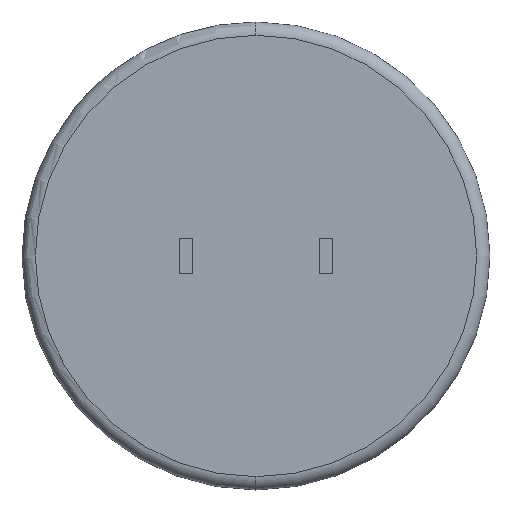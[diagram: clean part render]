
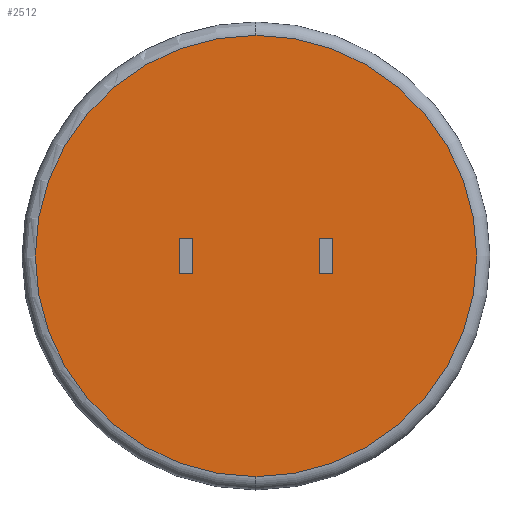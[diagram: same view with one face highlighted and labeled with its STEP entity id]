
A CAD part, front view. The second image highlights one B-rep face of the part: STEP entity #2512.
In plain terms, the highlighted planar face has unit normal (0, -1, 0).
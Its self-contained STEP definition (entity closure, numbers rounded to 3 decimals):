
#73 = CARTESIAN_POINT ( 'NONE',  ( -2.29, 0., 0.65 ) ) ;
#118 = DIRECTION ( 'NONE',  ( 0., -1., 0. ) ) ;
#162 = VECTOR ( 'NONE', #1360, 1000. ) ;
#181 = VERTEX_POINT ( 'NONE', #73 ) ;
#193 = DIRECTION ( 'NONE',  ( 0., 0., -1. ) ) ;
#203 = EDGE_CURVE ( 'NONE', #918, #1724, #2557, .T. ) ;
#208 = LINE ( 'NONE', #317, #1510 ) ;
#216 = ORIENTED_EDGE ( 'NONE', *, *, #1732, .F. ) ;
#229 = CARTESIAN_POINT ( 'NONE',  ( 2.29, 0., -0.65 ) ) ;
#237 = EDGE_CURVE ( 'NONE', #1677, #1699, #1468, .T. ) ;
#288 = PLANE ( 'NONE',  #1837 ) ;
#316 = ORIENTED_EDGE ( 'NONE', *, *, #203, .F. ) ;
#317 = CARTESIAN_POINT ( 'NONE',  ( -2.79, 0., 0.65 ) ) ;
#341 = FACE_BOUND ( 'NONE', #2668, .T. ) ;
#364 = ORIENTED_EDGE ( 'NONE', *, *, #709, .F. ) ;
#378 = VECTOR ( 'NONE', #2513, 1000. ) ;
#514 = CARTESIAN_POINT ( 'NONE',  ( 2.29, 0., -0.65 ) ) ;
#535 = CARTESIAN_POINT ( 'NONE',  ( 0., 0., 0. ) ) ;
#571 = CARTESIAN_POINT ( 'NONE',  ( -2.79, 0., -0.65 ) ) ;
#575 = LINE ( 'NONE', #1652, #2326 ) ;
#595 = CARTESIAN_POINT ( 'NONE',  ( 0., 0., 8.016 ) ) ;
#657 = VERTEX_POINT ( 'NONE', #1430 ) ;
#681 = VERTEX_POINT ( 'NONE', #2664 ) ;
#709 = EDGE_CURVE ( 'NONE', #886, #918, #1898, .T. ) ;
#726 = EDGE_LOOP ( 'NONE', ( #1493, #2353 ) ) ;
#765 = CARTESIAN_POINT ( 'NONE',  ( 2.29, 0., 0.65 ) ) ;
#774 = ORIENTED_EDGE ( 'NONE', *, *, #1592, .T. ) ;
#814 = ORIENTED_EDGE ( 'NONE', *, *, #1786, .F. ) ;
#839 = CARTESIAN_POINT ( 'NONE',  ( -2.79, 0., -0.65 ) ) ;
#886 = VERTEX_POINT ( 'NONE', #229 ) ;
#888 = CARTESIAN_POINT ( 'NONE',  ( -2.29, 0., -0.65 ) ) ;
#896 = CARTESIAN_POINT ( 'NONE',  ( 2.79, 0., -0.65 ) ) ;
#918 = VERTEX_POINT ( 'NONE', #896 ) ;
#930 = DIRECTION ( 'NONE',  ( 1., 0., 0. ) ) ;
#988 = ORIENTED_EDGE ( 'NONE', *, *, #237, .F. ) ;
#1092 = CARTESIAN_POINT ( 'NONE',  ( 2.29, 0., 0.65 ) ) ;
#1174 = DIRECTION ( 'NONE',  ( 0., 0., 1. ) ) ;
#1280 = EDGE_CURVE ( 'NONE', #681, #2381, #2567, .T. ) ;
#1360 = DIRECTION ( 'NONE',  ( 0., 0., -1. ) ) ;
#1373 = LINE ( 'NONE', #1092, #1607 ) ;
#1407 = LINE ( 'NONE', #514, #162 ) ;
#1413 = EDGE_CURVE ( 'NONE', #657, #181, #208, .T. ) ;
#1415 = DIRECTION ( 'NONE',  ( 1., 0., 0. ) ) ;
#1430 = CARTESIAN_POINT ( 'NONE',  ( -2.79, 0., 0.65 ) ) ;
#1464 = FACE_OUTER_BOUND ( 'NONE', #726, .T. ) ;
#1468 = LINE ( 'NONE', #571, #2131 ) ;
#1493 = ORIENTED_EDGE ( 'NONE', *, *, #1969, .T. ) ;
#1510 = VECTOR ( 'NONE', #930, 1000. ) ;
#1592 = EDGE_CURVE ( 'NONE', #1677, #657, #1709, .T. ) ;
#1607 = VECTOR ( 'NONE', #1944, 1000. ) ;
#1609 = AXIS2_PLACEMENT_3D ( 'NONE', #1940, #1702, #2558 ) ;
#1652 = CARTESIAN_POINT ( 'NONE',  ( -2.29, 0., 0.65 ) ) ;
#1677 = VERTEX_POINT ( 'NONE', #839 ) ;
#1699 = VERTEX_POINT ( 'NONE', #888 ) ;
#1702 = DIRECTION ( 'NONE',  ( 0., -1., 0. ) ) ;
#1709 = LINE ( 'NONE', #2505, #378 ) ;
#1724 = VERTEX_POINT ( 'NONE', #2132 ) ;
#1732 = EDGE_CURVE ( 'NONE', #1724, #2280, #1373, .T. ) ;
#1780 = DIRECTION ( 'NONE',  ( 0., 1., 0. ) ) ;
#1786 = EDGE_CURVE ( 'NONE', #2280, #886, #1407, .T. ) ;
#1808 = DIRECTION ( 'NONE',  ( 0., 0., 1. ) ) ;
#1813 = CARTESIAN_POINT ( 'NONE',  ( 0., 0., 0. ) ) ;
#1827 = CARTESIAN_POINT ( 'NONE',  ( 2.29, 0., -0.65 ) ) ;
#1837 = AXIS2_PLACEMENT_3D ( 'NONE', #535, #1780, #2234 ) ;
#1898 = LINE ( 'NONE', #1827, #2135 ) ;
#1940 = CARTESIAN_POINT ( 'NONE',  ( 0., 0., 0. ) ) ;
#1944 = DIRECTION ( 'NONE',  ( -1., 0., 0. ) ) ;
#1969 = EDGE_CURVE ( 'NONE', #2381, #681, #2562, .T. ) ;
#2042 = CARTESIAN_POINT ( 'NONE',  ( 2.79, 0., 0. ) ) ;
#2087 = ORIENTED_EDGE ( 'NONE', *, *, #2607, .T. ) ;
#2131 = VECTOR ( 'NONE', #2427, 1000. ) ;
#2132 = CARTESIAN_POINT ( 'NONE',  ( 2.79, 0., 0.65 ) ) ;
#2135 = VECTOR ( 'NONE', #1415, 1000. ) ;
#2234 = DIRECTION ( 'NONE',  ( 0., 0., 1. ) ) ;
#2258 = AXIS2_PLACEMENT_3D ( 'NONE', #1813, #118, #1808 ) ;
#2280 = VERTEX_POINT ( 'NONE', #765 ) ;
#2326 = VECTOR ( 'NONE', #193, 1000. ) ;
#2353 = ORIENTED_EDGE ( 'NONE', *, *, #1280, .T. ) ;
#2381 = VERTEX_POINT ( 'NONE', #595 ) ;
#2427 = DIRECTION ( 'NONE',  ( 1., 0., 0. ) ) ;
#2453 = VECTOR ( 'NONE', #1174, 1000. ) ;
#2480 = ORIENTED_EDGE ( 'NONE', *, *, #1413, .T. ) ;
#2505 = CARTESIAN_POINT ( 'NONE',  ( -2.79, 0., 0. ) ) ;
#2512 = ADVANCED_FACE ( 'NONE', ( #1464, #341, #2518 ), #288, .F. ) ;
#2513 = DIRECTION ( 'NONE',  ( 0., 0., 1. ) ) ;
#2518 = FACE_BOUND ( 'NONE', #2535, .T. ) ;
#2535 = EDGE_LOOP ( 'NONE', ( #814, #216, #316, #364 ) ) ;
#2557 = LINE ( 'NONE', #2042, #2453 ) ;
#2558 = DIRECTION ( 'NONE',  ( 0., 0., 1. ) ) ;
#2562 = CIRCLE ( 'NONE', #2258, 8.016 ) ;
#2567 = CIRCLE ( 'NONE', #1609, 8.016 ) ;
#2607 = EDGE_CURVE ( 'NONE', #181, #1699, #575, .T. ) ;
#2664 = CARTESIAN_POINT ( 'NONE',  ( 0., 0., -8.016 ) ) ;
#2668 = EDGE_LOOP ( 'NONE', ( #774, #2480, #2087, #988 ) ) ;
